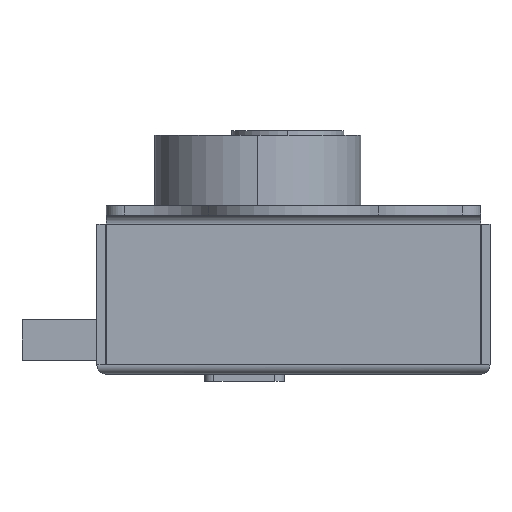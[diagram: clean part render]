
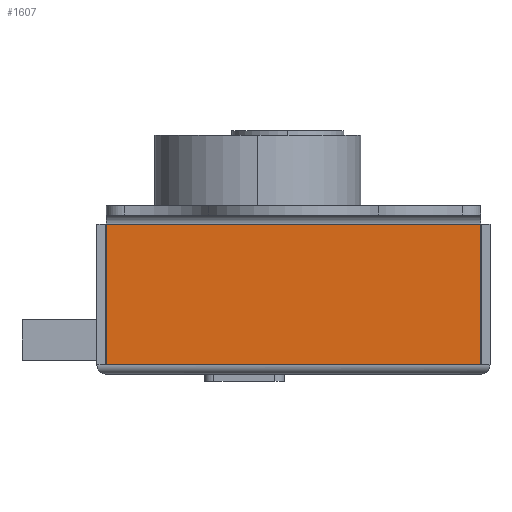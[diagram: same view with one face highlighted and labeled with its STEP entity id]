
A CAD part, left-side view. The second image highlights one B-rep face of the part: STEP entity #1607.
In plain terms, the highlighted planar face has unit normal (-1, 0, 0).
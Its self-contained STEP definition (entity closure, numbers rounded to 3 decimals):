
#209 = DIRECTION ( 'NONE',  ( 0., -1., 0. ) ) ;
#220 = CARTESIAN_POINT ( 'NONE',  ( -19.5, 20., 1. ) ) ;
#275 = EDGE_CURVE ( 'NONE', #2082, #2766, #2477, .T. ) ;
#290 = ORIENTED_EDGE ( 'NONE', *, *, #1979, .F. ) ;
#363 = CARTESIAN_POINT ( 'NONE',  ( -19.5, -20., 16. ) ) ;
#379 = CARTESIAN_POINT ( 'NONE',  ( -19.5, -20., 1. ) ) ;
#380 = EDGE_CURVE ( 'NONE', #2766, #1193, #1148, .T. ) ;
#408 = ORIENTED_EDGE ( 'NONE', *, *, #275, .T. ) ;
#765 = DIRECTION ( 'NONE',  ( -1., 0., 0. ) ) ;
#775 = CARTESIAN_POINT ( 'NONE',  ( -19.5, 20., 16. ) ) ;
#1048 = PLANE ( 'NONE',  #2026 ) ;
#1148 = LINE ( 'NONE', #1562, #3052 ) ;
#1193 = VERTEX_POINT ( 'NONE', #363 ) ;
#1313 = DIRECTION ( 'NONE',  ( 0., 0., 1. ) ) ;
#1372 = ORIENTED_EDGE ( 'NONE', *, *, #1620, .F. ) ;
#1444 = VECTOR ( 'NONE', #209, 1000. ) ;
#1478 = DIRECTION ( 'NONE',  ( 0., -1., 0. ) ) ;
#1562 = CARTESIAN_POINT ( 'NONE',  ( -19.5, -20., 1. ) ) ;
#1566 = VECTOR ( 'NONE', #1478, 1000. ) ;
#1607 = ADVANCED_FACE ( 'NONE', ( #3082 ), #1048, .T. ) ;
#1620 = EDGE_CURVE ( 'NONE', #1723, #1193, #1751, .T. ) ;
#1723 = VERTEX_POINT ( 'NONE', #2399 ) ;
#1751 = LINE ( 'NONE', #775, #1444 ) ;
#1835 = DIRECTION ( 'NONE',  ( 0., 0., 1. ) ) ;
#1873 = CARTESIAN_POINT ( 'NONE',  ( -19.5, -20., 1. ) ) ;
#1979 = EDGE_CURVE ( 'NONE', #2082, #1723, #3570, .T. ) ;
#2026 = AXIS2_PLACEMENT_3D ( 'NONE', #1873, #765, #1313 ) ;
#2082 = VERTEX_POINT ( 'NONE', #3040 ) ;
#2399 = CARTESIAN_POINT ( 'NONE',  ( -19.5, 20., 16. ) ) ;
#2446 = CARTESIAN_POINT ( 'NONE',  ( -19.5, -20., 1. ) ) ;
#2477 = LINE ( 'NONE', #379, #1566 ) ;
#2555 = ORIENTED_EDGE ( 'NONE', *, *, #380, .T. ) ;
#2710 = DIRECTION ( 'NONE',  ( 0., 0., 1. ) ) ;
#2766 = VERTEX_POINT ( 'NONE', #2446 ) ;
#3040 = CARTESIAN_POINT ( 'NONE',  ( -19.5, 20., 1. ) ) ;
#3052 = VECTOR ( 'NONE', #1835, 1000. ) ;
#3082 = FACE_OUTER_BOUND ( 'NONE', #3355, .T. ) ;
#3295 = VECTOR ( 'NONE', #2710, 1000. ) ;
#3355 = EDGE_LOOP ( 'NONE', ( #290, #408, #2555, #1372 ) ) ;
#3570 = LINE ( 'NONE', #220, #3295 ) ;
